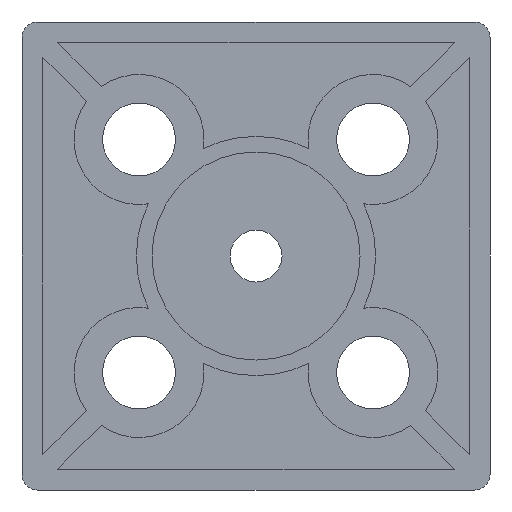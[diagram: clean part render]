
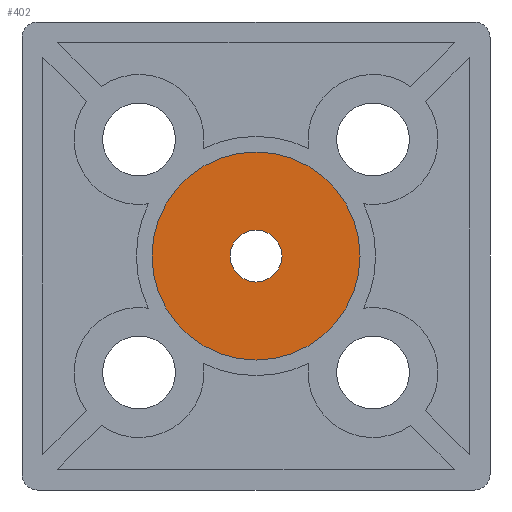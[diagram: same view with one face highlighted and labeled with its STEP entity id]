
A CAD part, front view. The second image highlights one B-rep face of the part: STEP entity #402.
In plain terms, the highlighted planar face has unit normal (0, -1, 0).
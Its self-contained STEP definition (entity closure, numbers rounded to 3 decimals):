
#348=CARTESIAN_POINT('',(5.0,1.0,0.));
#349=VERTEX_POINT('',#348);
#350=CARTESIAN_POINT('',(0.0,1.,0.0));
#351=DIRECTION('',(0.0,-1.0,0.0));
#352=DIRECTION('',(-1.0,0.0,0.0));
#353=AXIS2_PLACEMENT_3D('',#350,#351,#352);
#354=CIRCLE('',#353,5.0);
#355=EDGE_CURVE('',#349,#349,#354,.T.);
#368=CARTESIAN_POINT('',(20.0,1.0,0.));
#369=VERTEX_POINT('',#368);
#370=CARTESIAN_POINT('',(0.0,1.0,0.0));
#371=DIRECTION('',(0.0,1.0,0.0));
#372=DIRECTION('',(-1.0,0.0,0.0));
#373=AXIS2_PLACEMENT_3D('',#370,#371,#372);
#374=CIRCLE('',#373,20.0);
#375=EDGE_CURVE('',#369,#369,#374,.T.);
#391=CARTESIAN_POINT('',(0.,1.0,0.));
#392=DIRECTION('',(0.0,1.0,0.0));
#393=DIRECTION('',(0.0,0.0,1.0));
#394=AXIS2_PLACEMENT_3D('',#391,#392,#393);
#395=PLANE('',#394);
#396=ORIENTED_EDGE('',*,*,#375,.F.);
#397=EDGE_LOOP('',(#396));
#398=FACE_OUTER_BOUND('',#397,.T.);
#399=ORIENTED_EDGE('',*,*,#355,.F.);
#400=EDGE_LOOP('',(#399));
#401=FACE_BOUND('',#400,.T.);
#402=ADVANCED_FACE('',(#398,#401),#395,.F.);
